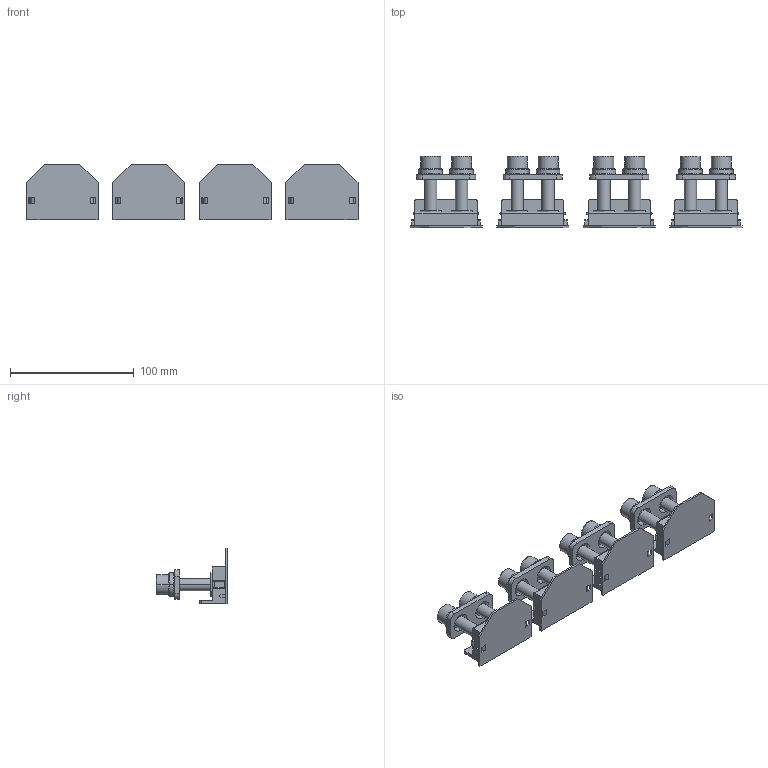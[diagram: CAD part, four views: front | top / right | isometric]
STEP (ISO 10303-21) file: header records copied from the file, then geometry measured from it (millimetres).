
FILE_DESCRIPTION((''),'2;1');
FILE_NAME('1SDH002065A1410_IGES','2019-07-02T',('ITSTCAR1'),(''),'CREO PARAMETRIC BY PTC INC, 2016050','CREO PARAMETRIC BY PTC INC, 2016050','');
FILE_SCHEMA(('AUTOMOTIVE_DESIGN { 1 0 10303 214 1 1 1 1 }'));
Length unit declared in the file: millimetre
Products named in the file (1): 1SDH002065A1410_IGES
Bounding box: 268.5 x 57.8 x 45 mm (x, y, z)
Volume: 132285.6 mm3; surface area: 74357.8 mm2
Topology: 4 solids, 12 shells, 1080 faces, 2892 edges, 1916 vertices
Faces by surface type: plane 708, cylinder 308, torus 64
Entity records: 41917 total; most frequent: CARTESIAN_POINT 5890, DIRECTION 5788, ORIENTED_EDGE 5784, EDGE_CURVE 2892, VECTOR 2156, LINE 2156, VERTEX_POINT 1916, AXIS2_PLACEMENT_3D 1816
